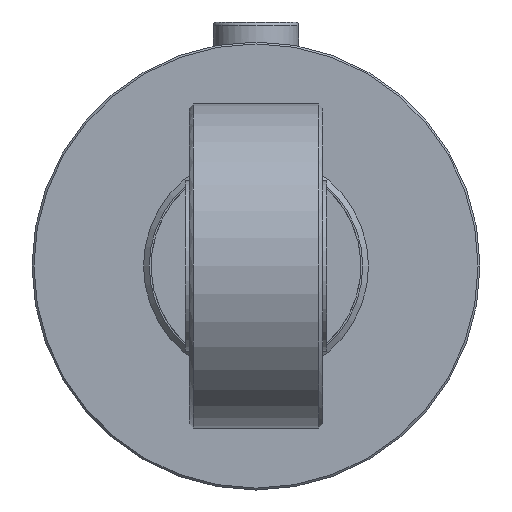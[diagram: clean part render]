
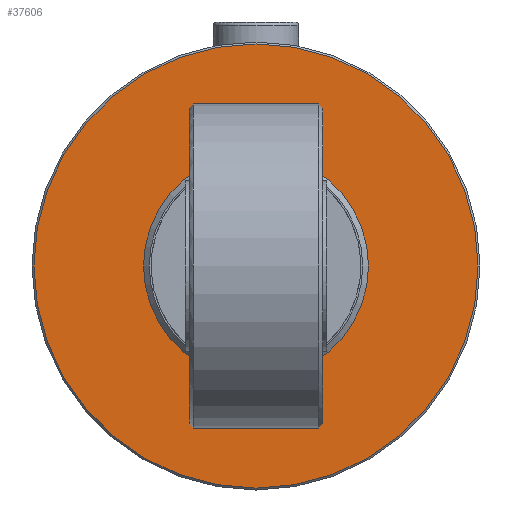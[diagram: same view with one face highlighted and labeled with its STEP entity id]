
A CAD part, front view. The second image highlights one B-rep face of the part: STEP entity #37606.
In plain terms, the highlighted planar face has unit normal (0, -1, 0).
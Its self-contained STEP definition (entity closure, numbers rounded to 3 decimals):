
#37572=CARTESIAN_POINT('',(0.,-365.0,116.5));
#37573=VERTEX_POINT('',#37572);
#37574=CARTESIAN_POINT('',(0.0,-365.0,0.));
#37575=DIRECTION('',(0.0,1.0,0.0));
#37576=DIRECTION('',(0.0,0.0,-1.0));
#37577=AXIS2_PLACEMENT_3D('',#37574,#37575,#37576);
#37578=CIRCLE('',#37577,116.5);
#37579=EDGE_CURVE('',#37573,#37573,#37578,.T.);
#37587=CARTESIAN_POINT('',(0.0,-365.0,88.25));
#37588=DIRECTION('',(0.0,-1.0,0.0));
#37589=DIRECTION('',(0.0,0.0,-1.0));
#37590=AXIS2_PLACEMENT_3D('',#37587,#37588,#37589);
#37591=PLANE('',#37590);
#37592=ORIENTED_EDGE('',*,*,#37579,.F.);
#37593=EDGE_LOOP('',(#37592));
#37594=FACE_OUTER_BOUND('',#37593,.T.);
#37595=CARTESIAN_POINT('',(0.0,-365.0,59.));
#37596=VERTEX_POINT('',#37595);
#37597=CARTESIAN_POINT('',(0.0,-365.0,0.));
#37598=DIRECTION('',(0.0,1.0,0.0));
#37599=DIRECTION('',(0.0,0.0,1.0));
#37600=AXIS2_PLACEMENT_3D('',#37597,#37598,#37599);
#37601=CIRCLE('',#37600,59.);
#37602=EDGE_CURVE('',#37596,#37596,#37601,.T.);
#37603=ORIENTED_EDGE('',*,*,#37602,.T.);
#37604=EDGE_LOOP('',(#37603));
#37605=FACE_BOUND('',#37604,.T.);
#37606=ADVANCED_FACE('',(#37594,#37605),#37591,.T.);
